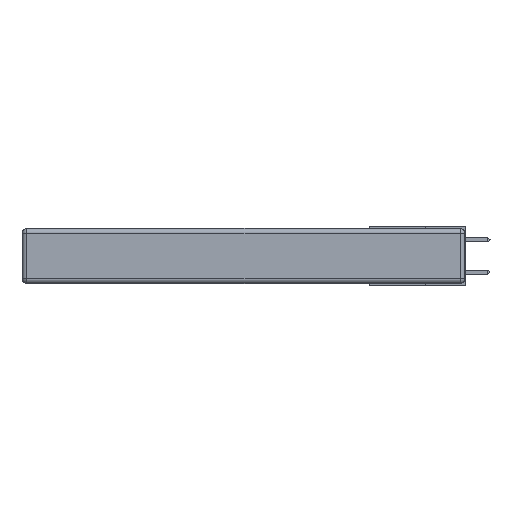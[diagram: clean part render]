
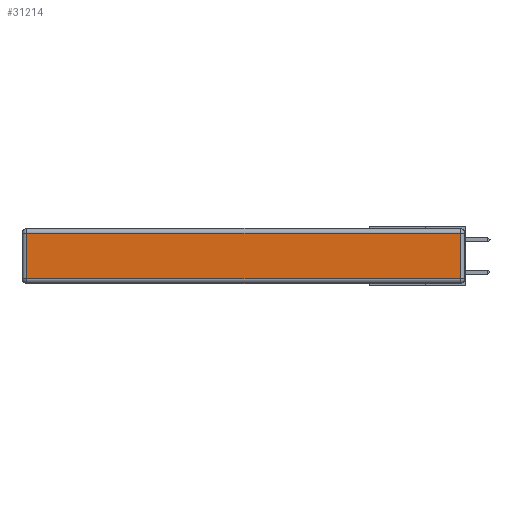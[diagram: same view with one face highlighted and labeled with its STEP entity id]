
A CAD part, left-side view. The second image highlights one B-rep face of the part: STEP entity #31214.
In plain terms, the highlighted planar face has unit normal (-1, 0, 0).
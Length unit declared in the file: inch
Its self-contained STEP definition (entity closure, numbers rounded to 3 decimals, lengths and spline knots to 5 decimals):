
#141 = EDGE_CURVE ( 'NONE', #32237, #21503, #17370, .T. ) ;
#1637 = CARTESIAN_POINT ( 'NONE',  ( 0., 2.72, -0.313 ) ) ;
#3155 = DIRECTION ( 'NONE',  ( 0., 0., 1. ) ) ;
#3685 = CARTESIAN_POINT ( 'NONE',  ( 0., 0.03, -0.03 ) ) ;
#5377 = CARTESIAN_POINT ( 'NONE',  ( 0., 0.03, -0.313 ) ) ;
#7286 = DIRECTION ( 'NONE',  ( 0., 0., -1. ) ) ;
#7795 = EDGE_LOOP ( 'NONE', ( #27234, #8622, #19794, #12668 ) ) ;
#8622 = ORIENTED_EDGE ( 'NONE', *, *, #141, .T. ) ;
#9925 = CARTESIAN_POINT ( 'NONE',  ( 0., 2.72, -0.343 ) ) ;
#9967 = EDGE_CURVE ( 'NONE', #21503, #32738, #14163, .T. ) ;
#11216 = LINE ( 'NONE', #9925, #33397 ) ;
#12668 = ORIENTED_EDGE ( 'NONE', *, *, #15959, .T. ) ;
#14163 = LINE ( 'NONE', #24217, #21490 ) ;
#14758 = VECTOR ( 'NONE', #21397, 39.37008 ) ;
#15813 = VERTEX_POINT ( 'NONE', #1637 ) ;
#15959 = EDGE_CURVE ( 'NONE', #32738, #15813, #11216, .T. ) ;
#16520 = DIRECTION ( 'NONE',  ( 0., 0., 1. ) ) ;
#16666 = CARTESIAN_POINT ( 'NONE',  ( 0., 0., -0.343 ) ) ;
#16744 = FACE_OUTER_BOUND ( 'NONE', #7795, .T. ) ;
#17370 = LINE ( 'NONE', #30235, #34870 ) ;
#19794 = ORIENTED_EDGE ( 'NONE', *, *, #9967, .T. ) ;
#21105 = DIRECTION ( 'NONE',  ( 0., 1., 0. ) ) ;
#21397 = DIRECTION ( 'NONE',  ( 0., -1., 0. ) ) ;
#21490 = VECTOR ( 'NONE', #21105, 39.37008 ) ;
#21503 = VERTEX_POINT ( 'NONE', #3685 ) ;
#24217 = CARTESIAN_POINT ( 'NONE',  ( 0., 2.75, -0.03 ) ) ;
#25067 = DIRECTION ( 'NONE',  ( -1., 0., 0. ) ) ;
#25805 = CARTESIAN_POINT ( 'NONE',  ( 0., 2.72, -0.03 ) ) ;
#27234 = ORIENTED_EDGE ( 'NONE', *, *, #28653, .T. ) ;
#28653 = EDGE_CURVE ( 'NONE', #15813, #32237, #34380, .T. ) ;
#29568 = CARTESIAN_POINT ( 'NONE',  ( 0., 0., -0.313 ) ) ;
#30235 = CARTESIAN_POINT ( 'NONE',  ( 0., 0.03, -0.343 ) ) ;
#31214 = ADVANCED_FACE ( 'NONE', ( #16744 ), #33349, .T. ) ;
#32237 = VERTEX_POINT ( 'NONE', #5377 ) ;
#32438 = AXIS2_PLACEMENT_3D ( 'NONE', #16666, #25067, #3155 ) ;
#32738 = VERTEX_POINT ( 'NONE', #25805 ) ;
#33349 = PLANE ( 'NONE',  #32438 ) ;
#33397 = VECTOR ( 'NONE', #7286, 39.37008 ) ;
#34380 = LINE ( 'NONE', #29568, #14758 ) ;
#34870 = VECTOR ( 'NONE', #16520, 39.37008 ) ;
